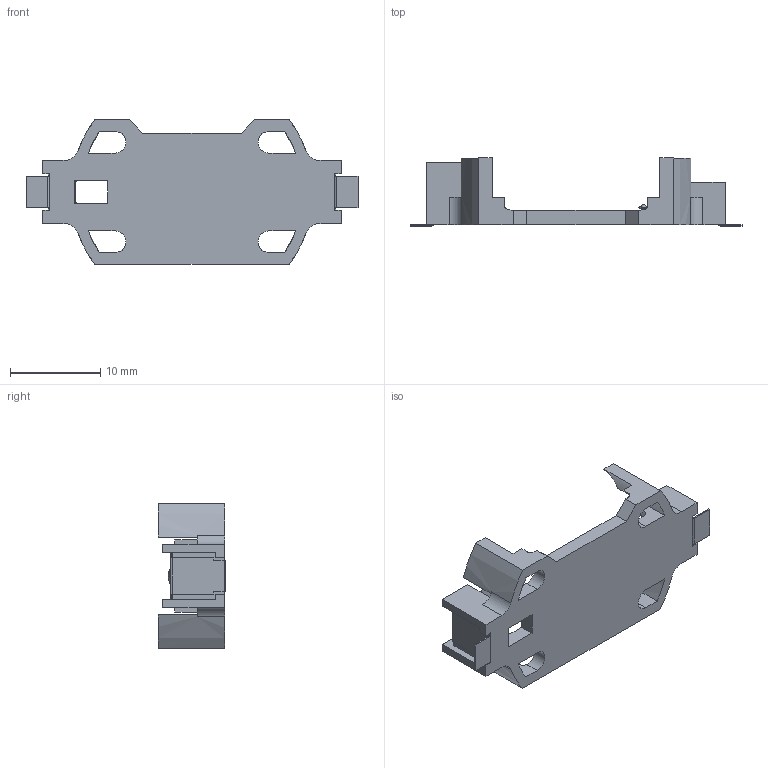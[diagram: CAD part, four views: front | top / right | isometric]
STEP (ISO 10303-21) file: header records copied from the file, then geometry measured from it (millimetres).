
FILE_DESCRIPTION (( 'STEP AP214' ), '1' );
FILE_NAME ('50927EAF-2355-4EA9-999D-4DD1793E9409.STEP', '2025-05-06T20:07:27', ( '' ), ( '' ), 'SwSTEP 2.0', 'SolidWorks 2022', '' );
FILE_SCHEMA (( 'AUTOMOTIVE_DESIGN' ));
Length unit declared in the file: millimetre
Products named in the file (1): 50927EAF-2355-4EA9-999D-4DD1793E9409
Bounding box: 36.7 x 7.5 x 16 mm (x, y, z)
Volume: 897.6 mm3; surface area: 1799.6 mm2
Topology: 5 solids, 5 shells, 253 faces, 728 edges, 480 vertices
Faces by surface type: plane 161, cylinder 76, bspline 16
Entity records: 8670 total; most frequent: CARTESIAN_POINT 1936, ORIENTED_EDGE 1448, DIRECTION 1322, EDGE_CURVE 724, VECTOR 522, LINE 522, VERTEX_POINT 480, AXIS2_PLACEMENT_3D 400
